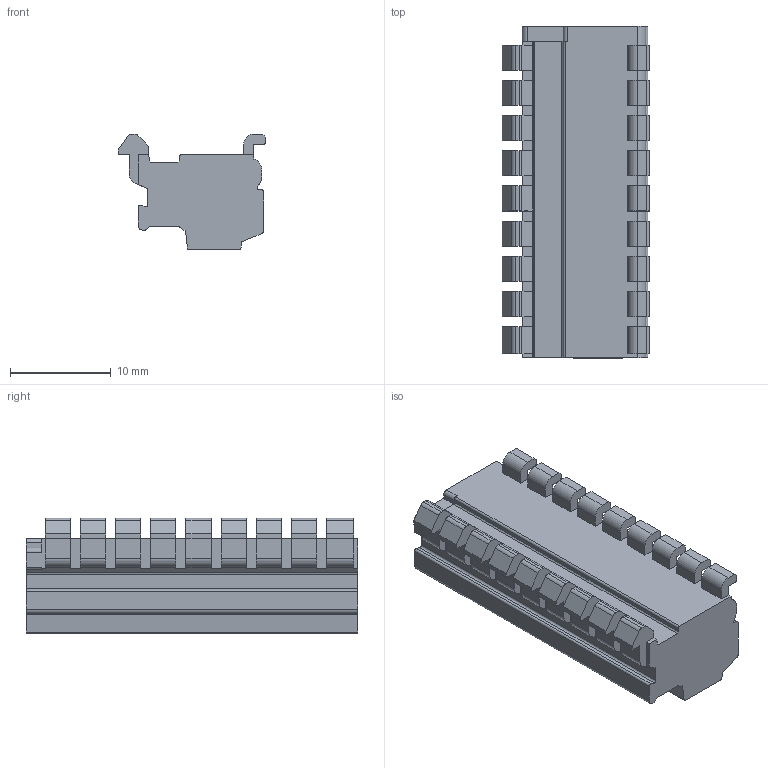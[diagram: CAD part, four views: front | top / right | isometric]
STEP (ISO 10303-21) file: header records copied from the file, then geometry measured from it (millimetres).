
FILE_DESCRIPTION((''),'2;1');
FILE_NAME('0001','2024-10-14T15:42:02',('tluser'),(''),'CREO PARAMETRIC BY PTC INC, 2018100','CREO PARAMETRIC BY PTC INC, 2018100','');
FILE_SCHEMA(('CONFIG_CONTROL_DESIGN'));
Length unit declared in the file: millimetre
Products named in the file (1): 0001
Bounding box: 14.7 x 33 x 11.5 mm (x, y, z)
Volume: 3427.8 mm3; surface area: 2232.3 mm2
Topology: 1 solids, 1 shells, 422 faces, 1182 edges, 789 vertices
Faces by surface type: plane 285, cylinder 119, cone 18
Entity records: 13864 total; most frequent: CARTESIAN_POINT 2751, ORIENTED_EDGE 2364, DIRECTION 2243, EDGE_CURVE 1182, VECTOR 887, LINE 887, VERTEX_POINT 789, AXIS2_PLACEMENT_3D 678
